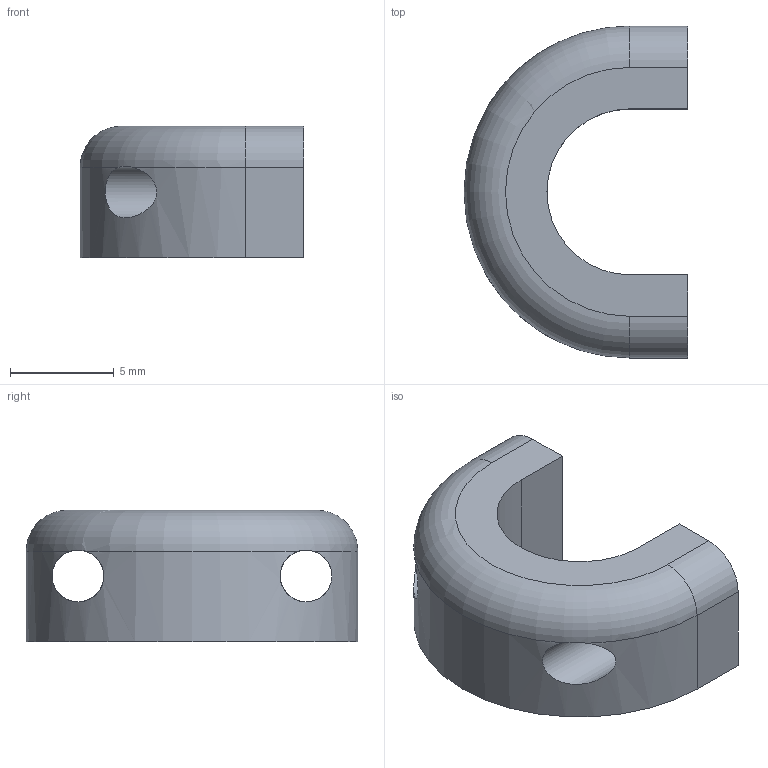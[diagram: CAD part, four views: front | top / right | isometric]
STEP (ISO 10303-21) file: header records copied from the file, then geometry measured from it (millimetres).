
FILE_DESCRIPTION(/* description */ ('STEP AP214'),/* implementation_level */ '2;1');
FILE_NAME(/* name */ '683c51794258294a187f3f73',/* time_stamp */ '2025-06-01T13:11:22Z',/* author */ (''),/* organization */ (''),/* preprocessor_version */ 'ST-DEVELOPER v20',/* originating_system */ 'ONSHAPE BY PTC INC, 1.198',/* authorisation */ ' ');
FILE_SCHEMA (('AUTOMOTIVE_DESIGN {1 0 10303 214 3 1 1}'));
Length unit declared in the file: metre
Products named in the file (1): Humeral_GearShaft_Clamp_01
Bounding box: 10.8 x 16 x 6.35 mm (x, y, z)
Volume: 512 mm3; surface area: 637.4 mm2
Topology: 1 solids, 1 shells, 15 faces, 43 edges, 28 vertices
Faces by surface type: plane 8, cylinder 6, torus 1
Full cylindrical faces by diameter (mm): 2.5 x2
Entity records: 531 total; most frequent: CARTESIAN_POINT 116, DIRECTION 80, ORIENTED_EDGE 78, EDGE_CURVE 39, AXIS2_PLACEMENT_3D 29, VERTEX_POINT 26, LINE 22, VECTOR 22
